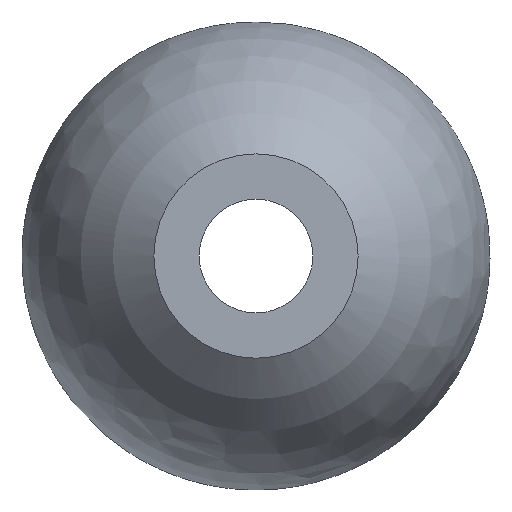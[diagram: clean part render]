
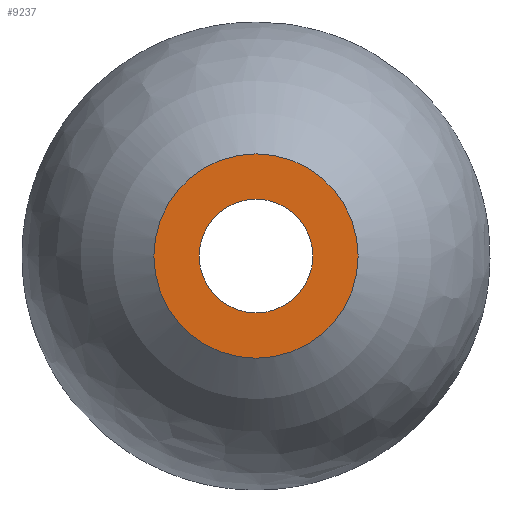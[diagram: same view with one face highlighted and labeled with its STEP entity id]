
A CAD part, front view. The second image highlights one B-rep face of the part: STEP entity #9237.
In plain terms, the highlighted planar face has unit normal (0, -1, 0).
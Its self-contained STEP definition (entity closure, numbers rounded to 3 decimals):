
#21 = EDGE_CURVE('',#22,#22,#24,.T.);
#22 = VERTEX_POINT('',#23);
#23 = CARTESIAN_POINT('',(-32.23,0.,0.));
#24 = SURFACE_CURVE('',#25,(#30,#48),.PCURVE_S1.);
#25 = CIRCLE('',#26,32.23);
#26 = AXIS2_PLACEMENT_3D('',#27,#28,#29);
#27 = CARTESIAN_POINT('',(0.,0.,0.));
#28 = DIRECTION('',(0.,1.,-0.));
#29 = DIRECTION('',(-1.,0.,0.));
#30 = PCURVE('',#31,#42);
#31 = SURFACE_OF_REVOLUTION('',#32,#39);
#32 = B_SPLINE_CURVE_WITH_KNOTS('',3,(#33,#34,#35,#36,#37,#38),
  .UNSPECIFIED.,.F.,.F.,(4,1,1,4),(0.,0.333,0.667,1.),
  .QUASI_UNIFORM_KNOTS.);
#33 = CARTESIAN_POINT('',(-32.23,0.,0.));
#34 = CARTESIAN_POINT('',(-63.556,22.269,0.));
#35 = CARTESIAN_POINT('',(-85.518,93.237,0.));
#36 = CARTESIAN_POINT('',(-49.282,154.777,0.));
#37 = CARTESIAN_POINT('',(-43.863,199.955,0.));
#38 = CARTESIAN_POINT('',(-18.434,201.285,0.));
#39 = AXIS1_PLACEMENT('',#40,#41);
#40 = CARTESIAN_POINT('',(0.,0.,0.));
#41 = DIRECTION('',(0.,1.,0.));
#42 = DEFINITIONAL_REPRESENTATION('',(#43),#47);
#43 = LINE('',#44,#45);
#44 = CARTESIAN_POINT('',(0.,0.));
#45 = VECTOR('',#46,1.);
#46 = DIRECTION('',(1.,0.));
#47 = ( GEOMETRIC_REPRESENTATION_CONTEXT(2) 
PARAMETRIC_REPRESENTATION_CONTEXT() REPRESENTATION_CONTEXT('2D SPACE',''
  ) );
#48 = PCURVE('',#49,#54);
#49 = PLANE('',#50);
#50 = AXIS2_PLACEMENT_3D('',#51,#52,#53);
#51 = CARTESIAN_POINT('',(0.,0.,0.));
#52 = DIRECTION('',(0.,1.,0.));
#53 = DIRECTION('',(-1.,0.,0.));
#54 = DEFINITIONAL_REPRESENTATION('',(#55),#59);
#55 = CIRCLE('',#56,32.23);
#56 = AXIS2_PLACEMENT_2D('',#57,#58);
#57 = CARTESIAN_POINT('',(0.,0.));
#58 = DIRECTION('',(1.,0.));
#59 = ( GEOMETRIC_REPRESENTATION_CONTEXT(2) 
PARAMETRIC_REPRESENTATION_CONTEXT() REPRESENTATION_CONTEXT('2D SPACE',''
  ) );
#9237 = ADVANCED_FACE('',(#9238,#9241),#49,.F.);
#9238 = FACE_BOUND('',#9239,.F.);
#9239 = EDGE_LOOP('',(#9240));
#9240 = ORIENTED_EDGE('',*,*,#21,.T.);
#9241 = FACE_BOUND('',#9242,.F.);
#9242 = EDGE_LOOP('',(#9243));
#9243 = ORIENTED_EDGE('',*,*,#9244,.F.);
#9244 = EDGE_CURVE('',#9245,#9245,#9247,.T.);
#9245 = VERTEX_POINT('',#9246);
#9246 = CARTESIAN_POINT('',(-17.933,0.,0.));
#9247 = SURFACE_CURVE('',#9248,(#9253,#9260),.PCURVE_S1.);
#9248 = CIRCLE('',#9249,17.933);
#9249 = AXIS2_PLACEMENT_3D('',#9250,#9251,#9252);
#9250 = CARTESIAN_POINT('',(0.,0.,0.));
#9251 = DIRECTION('',(0.,1.,-0.));
#9252 = DIRECTION('',(-1.,0.,0.));
#9253 = PCURVE('',#49,#9254);
#9254 = DEFINITIONAL_REPRESENTATION('',(#9255),#9259);
#9255 = CIRCLE('',#9256,17.933);
#9256 = AXIS2_PLACEMENT_2D('',#9257,#9258);
#9257 = CARTESIAN_POINT('',(0.,0.));
#9258 = DIRECTION('',(1.,0.));
#9259 = ( GEOMETRIC_REPRESENTATION_CONTEXT(2) 
PARAMETRIC_REPRESENTATION_CONTEXT() REPRESENTATION_CONTEXT('2D SPACE',''
  ) );
#9260 = PCURVE('',#9261,#9272);
#9261 = SURFACE_OF_REVOLUTION('',#9262,#9269);
#9262 = B_SPLINE_CURVE_WITH_KNOTS('',3,(#9263,#9264,#9265,#9266,#9267,
    #9268),.UNSPECIFIED.,.F.,.F.,(4,1,1,4),(0.,0.333,
    0.667,1.),.QUASI_UNIFORM_KNOTS.);
#9263 = CARTESIAN_POINT('',(-17.933,0.,0.));
#9264 = CARTESIAN_POINT('',(-47.455,19.054,0.));
#9265 = CARTESIAN_POINT('',(-78.215,83.911,0.));
#9266 = CARTESIAN_POINT('',(-43.715,145.178,0.));
#9267 = CARTESIAN_POINT('',(-37.779,191.346,0.));
#9268 = CARTESIAN_POINT('',(-18.434,191.32,0.));
#9269 = AXIS1_PLACEMENT('',#9270,#9271);
#9270 = CARTESIAN_POINT('',(0.,0.,0.));
#9271 = DIRECTION('',(0.,1.,0.));
#9272 = DEFINITIONAL_REPRESENTATION('',(#9273),#9277);
#9273 = LINE('',#9274,#9275);
#9274 = CARTESIAN_POINT('',(0.,0.));
#9275 = VECTOR('',#9276,1.);
#9276 = DIRECTION('',(1.,0.));
#9277 = ( GEOMETRIC_REPRESENTATION_CONTEXT(2) 
PARAMETRIC_REPRESENTATION_CONTEXT() REPRESENTATION_CONTEXT('2D SPACE',''
  ) );
